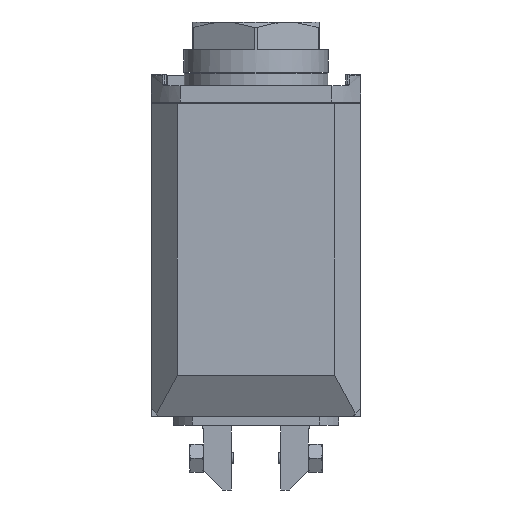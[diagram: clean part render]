
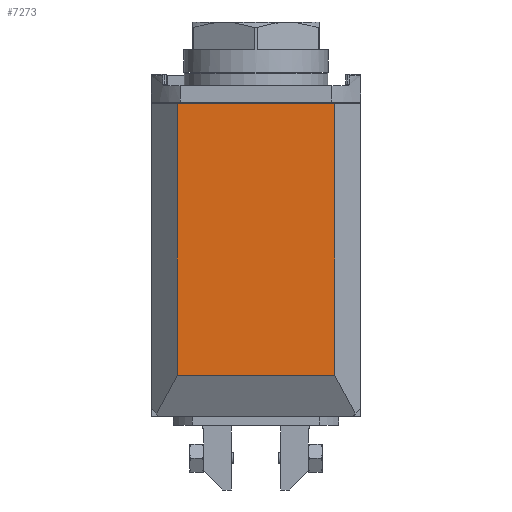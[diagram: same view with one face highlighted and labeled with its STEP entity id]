
A CAD part, left-side view. The second image highlights one B-rep face of the part: STEP entity #7273.
In plain terms, the highlighted planar face has unit normal (-1, 0, 0).
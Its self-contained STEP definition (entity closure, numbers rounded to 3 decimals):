
#987=DIRECTION('',(0.,1.,0.));
#988=VECTOR('',#987,57.);
#989=CARTESIAN_POINT('',(-125.,-28.5,-40.5));
#990=LINE('',#989,#988);
#991=DIRECTION('',(0.,0.,1.));
#992=VECTOR('',#991,98.5);
#993=CARTESIAN_POINT('',(-125.,28.5,-40.5));
#994=LINE('',#993,#992);
#995=DIRECTION('',(0.,-1.,0.));
#996=VECTOR('',#995,57.);
#997=CARTESIAN_POINT('',(-125.,28.5,58.));
#998=LINE('',#997,#996);
#999=DIRECTION('',(0.,0.,1.));
#1000=VECTOR('',#999,98.5);
#1001=CARTESIAN_POINT('',(-125.,-28.5,-40.5));
#1002=LINE('',#1001,#1000);
#5559=CARTESIAN_POINT('',(-125.,28.5,58.));
#5561=VERTEX_POINT('',#5559);
#5563=CARTESIAN_POINT('',(-125.,-28.5,58.));
#5565=VERTEX_POINT('',#5563);
#5576=CARTESIAN_POINT('',(-125.,-28.5,-40.5));
#5577=CARTESIAN_POINT('',(-125.,28.5,-40.5));
#5578=VERTEX_POINT('',#5576);
#5579=VERTEX_POINT('',#5577);
#7260=CARTESIAN_POINT('',(-125.,0.,0.));
#7261=DIRECTION('',(1.,0.,0.));
#7262=DIRECTION('',(0.,1.,0.));
#7263=AXIS2_PLACEMENT_3D('',#7260,#7261,#7262);
#7264=PLANE('',#7263);
#7265=ORIENTED_EDGE('',*,*,#7240,.T.);
#7267=ORIENTED_EDGE('',*,*,#7266,.T.);
#7269=ORIENTED_EDGE('',*,*,#7268,.T.);
#7270=ORIENTED_EDGE('',*,*,#7251,.F.);
#7271=EDGE_LOOP('',(#7265,#7267,#7269,#7270));
#7272=FACE_OUTER_BOUND('',#7271,.F.);
#7273=ADVANCED_FACE('',(#7272),#7264,.F.);
#7240=EDGE_CURVE('',#5578,#5579,#990,.T.);
#7251=EDGE_CURVE('',#5578,#5565,#1002,.T.);
#7266=EDGE_CURVE('',#5579,#5561,#994,.T.);
#7268=EDGE_CURVE('',#5561,#5565,#998,.T.);
